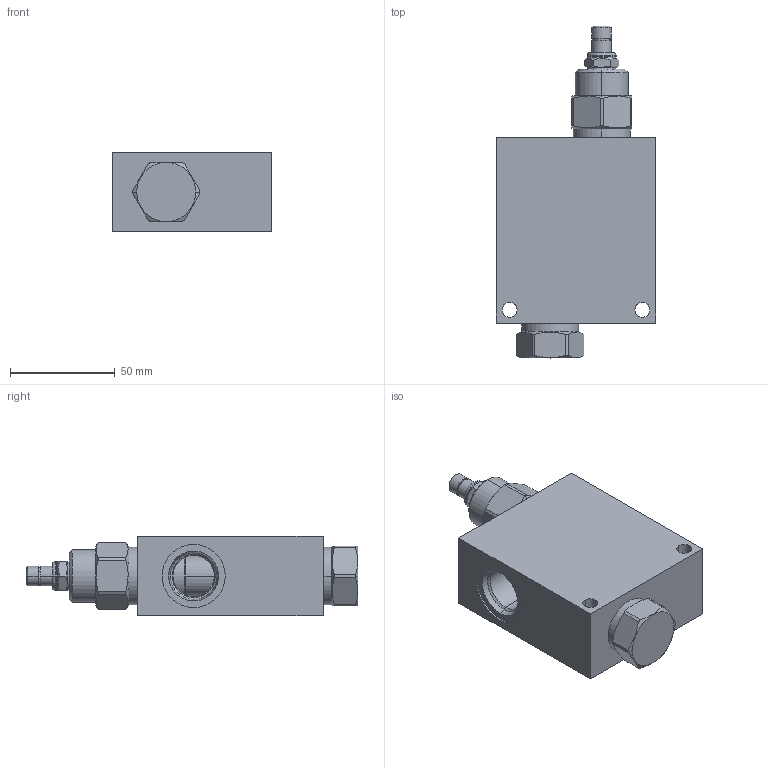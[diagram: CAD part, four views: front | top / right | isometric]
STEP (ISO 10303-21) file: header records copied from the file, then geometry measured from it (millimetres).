
FILE_DESCRIPTION((''),'2;1');
FILE_NAME('YCFCLANCK_ASM','2024-08-16T',('ProEService'),(''),'PRO/ENGINEER BY PARAMETRIC TECHNOLOGY CORPORATION, 2014200','PRO/ENGINEER BY PARAMETRIC TECHNOLOGY CORPORATION, 2014200','');
FILE_SCHEMA(('CONFIG_CONTROL_DESIGN'));
Length unit declared in the file: inch
Products named in the file (4): 150-051-006; RPGCLAN; CXFAXCN; YCFCLANCK_ASM
Assembly tree (3 placements, depth 2):
  YCFCLANCK_ASM
    150-051-006
    RPGCLAN
    CXFAXCN
Bounding box: 76.2 x 158.75 x 38.1 mm (x, y, z)
Volume: 254177.1 mm3; surface area: 55883.3 mm2
Topology: 7 solids, 8 shells, 363 faces, 1040 edges, 799 vertices
Faces by surface type: cylinder 133, plane 85, cone 80, torus 49, revolution 16
Entity records: 14121 total; most frequent: CARTESIAN_POINT 4582, DIRECTION 2085, ORIENTED_EDGE 1642, EDGE_CURVE 821, AXIS2_PLACEMENT_3D 794, VERTEX_POINT 498, VECTOR 481, LINE 481
